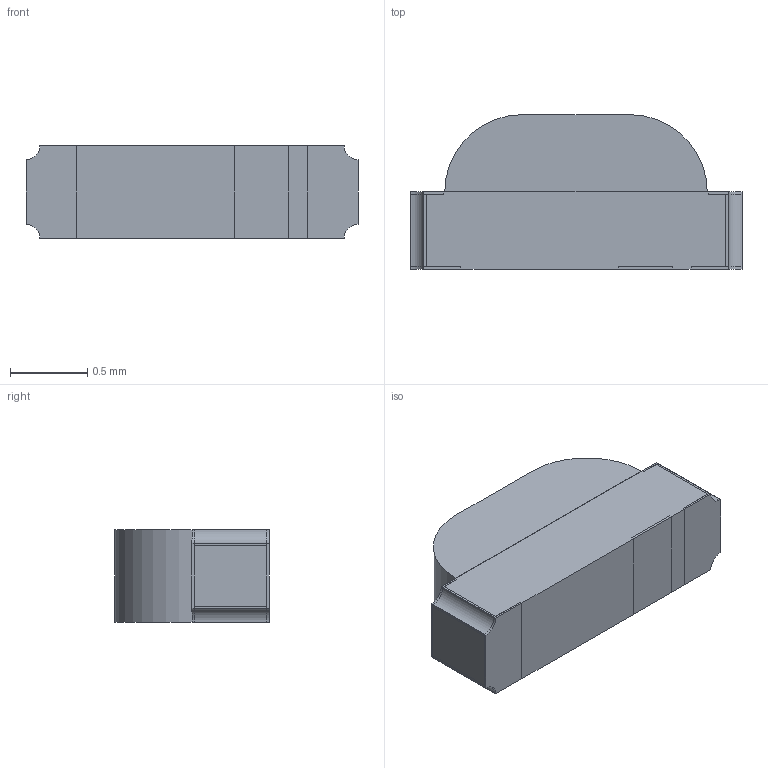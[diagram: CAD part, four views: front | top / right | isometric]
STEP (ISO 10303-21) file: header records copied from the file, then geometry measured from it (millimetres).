
FILE_DESCRIPTION (( 'STEP AP214' ), '1' );
FILE_NAME ('LTST-S220KSKT.STEP', '2024-08-20T22:43:08', ( '' ), ( '' ), 'SwSTEP 2.0', 'SolidWorks 2021', '' );
FILE_SCHEMA (( 'AUTOMOTIVE_DESIGN' ));
Length unit declared in the file: millimetre
Products named in the file (1): LTST-S220KSKT
Bounding box: 2.15 x 1 x 0.6 mm (x, y, z)
Volume: 1.1 mm3; surface area: 11.4 mm2
Topology: 5 solids, 5 shells, 60 faces, 156 edges, 104 vertices
Faces by surface type: plane 46, cylinder 14
Entity records: 1906 total; most frequent: CARTESIAN_POINT 321, ORIENTED_EDGE 312, DIRECTION 306, EDGE_CURVE 156, VECTOR 128, LINE 128, VERTEX_POINT 104, AXIS2_PLACEMENT_3D 89
